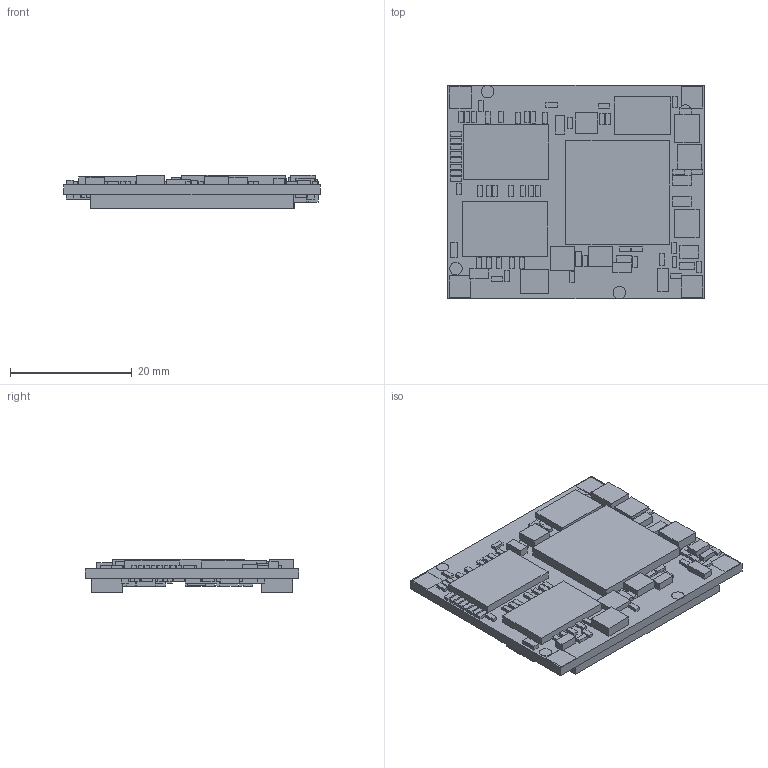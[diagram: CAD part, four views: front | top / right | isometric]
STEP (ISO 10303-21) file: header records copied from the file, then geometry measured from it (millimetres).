
FILE_DESCRIPTION(('FreeCAD Model'),'2;1');
FILE_NAME('Open CASCADE Shape Model','2022-01-21T17:47:02',( 'kicad StepUp'),('ksu MCAD'),'Open CASCADE STEP processor 7.5', 'FreeCAD','Unknown');
FILE_SCHEMA(('AUTOMOTIVE_DESIGN { 1 0 10303 214 1 1 1 1 }'));
Length unit declared in the file: millimetre
Products named in the file (220): Alinx_ZYNQ-7000_SOM_XC7Z239; Alinx_ZYNQ-7000_SOM_XC7Z020; Alinx_ZYNQ-7000_SOM_XC7Z021; Alinx_ZYNQ-7000_SOM_XC7Z022; Alinx_ZYNQ-7000_SOM_XC7Z023; Alinx_ZYNQ-7000_SOM_XC7Z024; Alinx_ZYNQ-7000_SOM_XC7Z025; Alinx_ZYNQ-7000_SOM_XC7Z026; Alinx_ZYNQ-7000_SOM_XC7Z027; Alinx_ZYNQ-7000_SOM_XC7Z028; Alinx_ZYNQ-7000_SOM_XC7Z029; Alinx_ZYNQ-7000_SOM_XC7Z030; Alinx_ZYNQ-7000_SOM_XC7Z031; Alinx_ZYNQ-7000_SOM_XC7Z032; Alinx_ZYNQ-7000_SOM_XC7Z033; Alinx_ZYNQ-7000_SOM_XC7Z034; Alinx_ZYNQ-7000_SOM_XC7Z035; Alinx_ZYNQ-7000_SOM_XC7Z036; Alinx_ZYNQ-7000_SOM_XC7Z037; Alinx_ZYNQ-7000_SOM_XC7Z038; Alinx_ZYNQ-7000_SOM_XC7Z039; Alinx_ZYNQ-7000_SOM_XC7Z040; Alinx_ZYNQ-7000_SOM_XC7Z041; Alinx_ZYNQ-7000_SOM_XC7Z042; Alinx_ZYNQ-7000_SOM_XC7Z043; Alinx_ZYNQ-7000_SOM_XC7Z044; Alinx_ZYNQ-7000_SOM_XC7Z045; Alinx_ZYNQ-7000_SOM_XC7Z046; Alinx_ZYNQ-7000_SOM_XC7Z047; Alinx_ZYNQ-7000_SOM_XC7Z048; Alinx_ZYNQ-7000_SOM_XC7Z049; Alinx_ZYNQ-7000_SOM_XC7Z050; Alinx_ZYNQ-7000_SOM_XC7Z051; Alinx_ZYNQ-7000_SOM_XC7Z052; Alinx_ZYNQ-7000_SOM_XC7Z053; Alinx_ZYNQ-7000_SOM_XC7Z054; Alinx_ZYNQ-7000_SOM_XC7Z055; Alinx_ZYNQ-7000_SOM_XC7Z056; Alinx_ZYNQ-7000_SOM_XC7Z057; Alinx_ZYNQ-7000_SOM_XC7Z058 ...
Assembly tree (219 placements, depth 2):
  Alinx_ZYNQ-7000_SOM_XC7Z239
    Alinx_ZYNQ-7000_SOM_XC7Z020
    Alinx_ZYNQ-7000_SOM_XC7Z021
    Alinx_ZYNQ-7000_SOM_XC7Z022
    Alinx_ZYNQ-7000_SOM_XC7Z023
    Alinx_ZYNQ-7000_SOM_XC7Z024
    Alinx_ZYNQ-7000_SOM_XC7Z025
    Alinx_ZYNQ-7000_SOM_XC7Z026
    Alinx_ZYNQ-7000_SOM_XC7Z027
    Alinx_ZYNQ-7000_SOM_XC7Z028
    Alinx_ZYNQ-7000_SOM_XC7Z029
    Alinx_ZYNQ-7000_SOM_XC7Z030
    Alinx_ZYNQ-7000_SOM_XC7Z031
    Alinx_ZYNQ-7000_SOM_XC7Z032
    Alinx_ZYNQ-7000_SOM_XC7Z033
    Alinx_ZYNQ-7000_SOM_XC7Z034
    Alinx_ZYNQ-7000_SOM_XC7Z035
    Alinx_ZYNQ-7000_SOM_XC7Z036
    Alinx_ZYNQ-7000_SOM_XC7Z037
    Alinx_ZYNQ-7000_SOM_XC7Z038
    Alinx_ZYNQ-7000_SOM_XC7Z039
    Alinx_ZYNQ-7000_SOM_XC7Z040
    Alinx_ZYNQ-7000_SOM_XC7Z041
    Alinx_ZYNQ-7000_SOM_XC7Z042
    Alinx_ZYNQ-7000_SOM_XC7Z043
    Alinx_ZYNQ-7000_SOM_XC7Z044
    Alinx_ZYNQ-7000_SOM_XC7Z045
    Alinx_ZYNQ-7000_SOM_XC7Z046
    Alinx_ZYNQ-7000_SOM_XC7Z047
    Alinx_ZYNQ-7000_SOM_XC7Z048
    Alinx_ZYNQ-7000_SOM_XC7Z049
    Alinx_ZYNQ-7000_SOM_XC7Z050
    Alinx_ZYNQ-7000_SOM_XC7Z051
    Alinx_ZYNQ-7000_SOM_XC7Z052
    Alinx_ZYNQ-7000_SOM_XC7Z053
    Alinx_ZYNQ-7000_SOM_XC7Z054
    Alinx_ZYNQ-7000_SOM_XC7Z055
    Alinx_ZYNQ-7000_SOM_XC7Z056
    Alinx_ZYNQ-7000_SOM_XC7Z057
    Alinx_ZYNQ-7000_SOM_XC7Z058
    Alinx_ZYNQ-7000_SOM_XC7Z059
    Alinx_ZYNQ-7000_SOM_XC7Z060
    Alinx_ZYNQ-7000_SOM_XC7Z061
    Alinx_ZYNQ-7000_SOM_XC7Z062
    Alinx_ZYNQ-7000_SOM_XC7Z063
    Alinx_ZYNQ-7000_SOM_XC7Z064
    Alinx_ZYNQ-7000_SOM_XC7Z065
    Alinx_ZYNQ-7000_SOM_XC7Z066
    Alinx_ZYNQ-7000_SOM_XC7Z067
    Alinx_ZYNQ-7000_SOM_XC7Z068
    Alinx_ZYNQ-7000_SOM_XC7Z069
    Alinx_ZYNQ-7000_SOM_XC7Z070
    Alinx_ZYNQ-7000_SOM_XC7Z071
    Alinx_ZYNQ-7000_SOM_XC7Z072
    Alinx_ZYNQ-7000_SOM_XC7Z073
    Alinx_ZYNQ-7000_SOM_XC7Z074
    Alinx_ZYNQ-7000_SOM_XC7Z075
    Alinx_ZYNQ-7000_SOM_XC7Z076
    Alinx_ZYNQ-7000_SOM_XC7Z077
    Alinx_ZYNQ-7000_SOM_XC7Z078
Bounding box: 42 x 35.06 x 5.56 mm (x, y, z)
Surface area: 7747.9 mm2 (no closed solid volume)
Topology: 0 solids, 219 shells, 1300 faces, 2805 edges, 1724 vertices
Faces by surface type: plane 1286, cylinder 14
Entity records: 39663 total; most frequent: CARTESIAN_POINT 6049, DIRECTION 5873, ORIENTED_EDGE 5172, EDGE_CURVE 2805, LINE 2777, VECTOR 2777, VERTEX_POINT 1724, AXIS2_PLACEMENT_3D 1548
